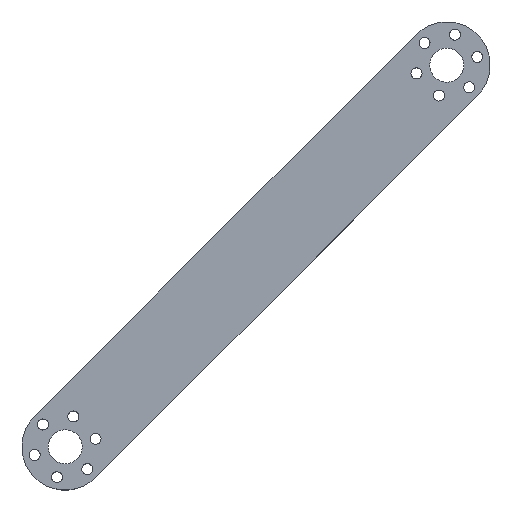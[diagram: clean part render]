
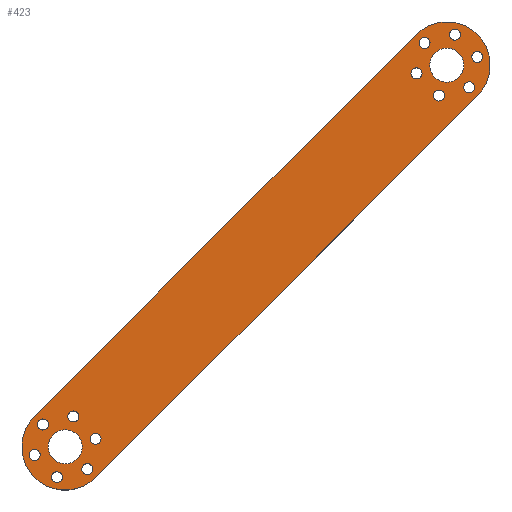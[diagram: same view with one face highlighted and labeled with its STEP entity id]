
A CAD part, top view. The second image highlights one B-rep face of the part: STEP entity #423.
In plain terms, the highlighted planar face has unit normal (0, 0, 1).
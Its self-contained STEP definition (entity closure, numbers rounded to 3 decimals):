
#15=FACE_BOUND('',#86,.T.);
#16=FACE_BOUND('',#87,.T.);
#17=FACE_BOUND('',#88,.T.);
#18=FACE_BOUND('',#89,.T.);
#19=FACE_BOUND('',#90,.T.);
#20=FACE_BOUND('',#91,.T.);
#21=FACE_BOUND('',#92,.T.);
#22=FACE_BOUND('',#93,.T.);
#23=FACE_BOUND('',#94,.T.);
#24=FACE_BOUND('',#95,.T.);
#25=FACE_BOUND('',#96,.T.);
#26=FACE_BOUND('',#97,.T.);
#27=FACE_BOUND('',#98,.T.);
#28=FACE_BOUND('',#99,.T.);
#45=PLANE('',#489);
#65=FACE_OUTER_BOUND('',#85,.T.);
#85=EDGE_LOOP('',(#353,#354,#355,#356));
#86=EDGE_LOOP('',(#357));
#87=EDGE_LOOP('',(#358));
#88=EDGE_LOOP('',(#359));
#89=EDGE_LOOP('',(#360));
#90=EDGE_LOOP('',(#361));
#91=EDGE_LOOP('',(#362));
#92=EDGE_LOOP('',(#363));
#93=EDGE_LOOP('',(#364));
#94=EDGE_LOOP('',(#365));
#95=EDGE_LOOP('',(#366));
#96=EDGE_LOOP('',(#367));
#97=EDGE_LOOP('',(#368));
#98=EDGE_LOOP('',(#369));
#99=EDGE_LOOP('',(#370));
#131=LINE('',#711,#153);
#135=LINE('',#723,#157);
#153=VECTOR('',#595,10.);
#157=VECTOR('',#607,10.);
#160=CIRCLE('',#441,2.1);
#162=CIRCLE('',#444,6.5);
#164=CIRCLE('',#447,2.1);
#166=CIRCLE('',#450,2.1);
#168=CIRCLE('',#453,2.1);
#170=CIRCLE('',#456,2.1);
#172=CIRCLE('',#459,2.1);
#174=CIRCLE('',#462,2.1);
#176=CIRCLE('',#465,2.1);
#178=CIRCLE('',#468,2.1);
#180=CIRCLE('',#471,2.1);
#182=CIRCLE('',#474,2.1);
#184=CIRCLE('',#477,2.1);
#185=CIRCLE('',#479,6.5);
#188=CIRCLE('',#484,16.5);
#190=CIRCLE('',#488,16.5);
#192=VERTEX_POINT('',#623);
#194=VERTEX_POINT('',#629);
#196=VERTEX_POINT('',#635);
#198=VERTEX_POINT('',#641);
#200=VERTEX_POINT('',#647);
#202=VERTEX_POINT('',#653);
#204=VERTEX_POINT('',#659);
#206=VERTEX_POINT('',#665);
#208=VERTEX_POINT('',#671);
#210=VERTEX_POINT('',#677);
#212=VERTEX_POINT('',#683);
#214=VERTEX_POINT('',#689);
#216=VERTEX_POINT('',#695);
#217=VERTEX_POINT('',#699);
#221=VERTEX_POINT('',#708);
#222=VERTEX_POINT('',#710);
#224=VERTEX_POINT('',#716);
#226=VERTEX_POINT('',#722);
#229=EDGE_CURVE('',#192,#192,#160,.T.);
#232=EDGE_CURVE('',#194,#194,#162,.T.);
#235=EDGE_CURVE('',#196,#196,#164,.T.);
#238=EDGE_CURVE('',#198,#198,#166,.T.);
#241=EDGE_CURVE('',#200,#200,#168,.T.);
#244=EDGE_CURVE('',#202,#202,#170,.T.);
#247=EDGE_CURVE('',#204,#204,#172,.T.);
#250=EDGE_CURVE('',#206,#206,#174,.T.);
#253=EDGE_CURVE('',#208,#208,#176,.T.);
#256=EDGE_CURVE('',#210,#210,#178,.T.);
#259=EDGE_CURVE('',#212,#212,#180,.T.);
#262=EDGE_CURVE('',#214,#214,#182,.T.);
#265=EDGE_CURVE('',#216,#216,#184,.T.);
#266=EDGE_CURVE('',#217,#217,#185,.T.);
#271=EDGE_CURVE('',#222,#221,#131,.T.);
#274=EDGE_CURVE('',#224,#222,#188,.T.);
#277=EDGE_CURVE('',#226,#224,#135,.T.);
#280=EDGE_CURVE('',#221,#226,#190,.T.);
#353=ORIENTED_EDGE('',*,*,#280,.T.);
#354=ORIENTED_EDGE('',*,*,#277,.T.);
#355=ORIENTED_EDGE('',*,*,#274,.T.);
#356=ORIENTED_EDGE('',*,*,#271,.T.);
#357=ORIENTED_EDGE('',*,*,#229,.T.);
#358=ORIENTED_EDGE('',*,*,#232,.T.);
#359=ORIENTED_EDGE('',*,*,#235,.T.);
#360=ORIENTED_EDGE('',*,*,#238,.T.);
#361=ORIENTED_EDGE('',*,*,#241,.T.);
#362=ORIENTED_EDGE('',*,*,#244,.T.);
#363=ORIENTED_EDGE('',*,*,#247,.T.);
#364=ORIENTED_EDGE('',*,*,#250,.T.);
#365=ORIENTED_EDGE('',*,*,#253,.T.);
#366=ORIENTED_EDGE('',*,*,#256,.T.);
#367=ORIENTED_EDGE('',*,*,#259,.T.);
#368=ORIENTED_EDGE('',*,*,#262,.T.);
#369=ORIENTED_EDGE('',*,*,#265,.T.);
#370=ORIENTED_EDGE('',*,*,#266,.T.);
#423=ADVANCED_FACE('',(#65,#15,#16,#17,#18,#19,#20,#21,#22,#23,#24,#25,
#26,#27,#28),#45,.T.);
#441=AXIS2_PLACEMENT_3D('',#625,#498,#499);
#444=AXIS2_PLACEMENT_3D('',#631,#505,#506);
#447=AXIS2_PLACEMENT_3D('',#637,#512,#513);
#450=AXIS2_PLACEMENT_3D('',#643,#519,#520);
#453=AXIS2_PLACEMENT_3D('',#649,#526,#527);
#456=AXIS2_PLACEMENT_3D('',#655,#533,#534);
#459=AXIS2_PLACEMENT_3D('',#661,#540,#541);
#462=AXIS2_PLACEMENT_3D('',#667,#547,#548);
#465=AXIS2_PLACEMENT_3D('',#673,#554,#555);
#468=AXIS2_PLACEMENT_3D('',#679,#561,#562);
#471=AXIS2_PLACEMENT_3D('',#685,#568,#569);
#474=AXIS2_PLACEMENT_3D('',#691,#575,#576);
#477=AXIS2_PLACEMENT_3D('',#697,#582,#583);
#479=AXIS2_PLACEMENT_3D('',#700,#586,#587);
#484=AXIS2_PLACEMENT_3D('',#717,#601,#602);
#488=AXIS2_PLACEMENT_3D('',#727,#613,#614);
#489=AXIS2_PLACEMENT_3D('',#728,#615,#616);
#498=DIRECTION('center_axis',(0.,0.,-1.));
#499=DIRECTION('ref_axis',(1.,0.,0.));
#505=DIRECTION('center_axis',(0.,0.,-1.));
#506=DIRECTION('ref_axis',(1.,0.,0.));
#512=DIRECTION('center_axis',(0.,0.,-1.));
#513=DIRECTION('ref_axis',(1.,0.,0.));
#519=DIRECTION('center_axis',(0.,0.,-1.));
#520=DIRECTION('ref_axis',(1.,0.,0.));
#526=DIRECTION('center_axis',(0.,0.,-1.));
#527=DIRECTION('ref_axis',(1.,0.,0.));
#533=DIRECTION('center_axis',(0.,0.,-1.));
#534=DIRECTION('ref_axis',(1.,0.,0.));
#540=DIRECTION('center_axis',(0.,0.,-1.));
#541=DIRECTION('ref_axis',(1.,0.,0.));
#547=DIRECTION('center_axis',(0.,0.,-1.));
#548=DIRECTION('ref_axis',(1.,0.,0.));
#554=DIRECTION('center_axis',(0.,0.,-1.));
#555=DIRECTION('ref_axis',(1.,0.,0.));
#561=DIRECTION('center_axis',(0.,0.,-1.));
#562=DIRECTION('ref_axis',(1.,0.,0.));
#568=DIRECTION('center_axis',(0.,0.,-1.));
#569=DIRECTION('ref_axis',(1.,0.,0.));
#575=DIRECTION('center_axis',(0.,0.,-1.));
#576=DIRECTION('ref_axis',(1.,0.,0.));
#582=DIRECTION('center_axis',(0.,0.,-1.));
#583=DIRECTION('ref_axis',(1.,0.,0.));
#586=DIRECTION('center_axis',(0.,0.,-1.));
#587=DIRECTION('ref_axis',(1.,0.,0.));
#595=DIRECTION('',(0.707,0.707,0.));
#601=DIRECTION('center_axis',(0.,0.,1.));
#602=DIRECTION('ref_axis',(-0.707,0.707,0.));
#607=DIRECTION('',(-0.707,-0.707,0.));
#613=DIRECTION('center_axis',(0.,0.,1.));
#614=DIRECTION('ref_axis',(0.707,-0.707,0.));
#615=DIRECTION('center_axis',(0.,0.,1.));
#616=DIRECTION('ref_axis',(1.,0.,0.));
#623=CARTESIAN_POINT('',(168.501,153.631,16.));
#625=CARTESIAN_POINT('Origin',(170.601,153.631,16.));
#629=CARTESIAN_POINT('',(155.586,162.086,16.));
#631=CARTESIAN_POINT('Origin',(162.086,162.086,16.));
#635=CARTESIAN_POINT('',(171.565,165.232,16.));
#637=CARTESIAN_POINT('Origin',(173.665,165.232,16.));
#641=CARTESIAN_POINT('',(163.05,173.686,16.));
#643=CARTESIAN_POINT('Origin',(165.15,173.686,16.));
#647=CARTESIAN_POINT('',(151.472,170.54,16.));
#649=CARTESIAN_POINT('Origin',(153.572,170.54,16.));
#653=CARTESIAN_POINT('',(148.407,158.939,16.));
#655=CARTESIAN_POINT('Origin',(150.507,158.939,16.));
#659=CARTESIAN_POINT('',(156.922,150.485,16.));
#661=CARTESIAN_POINT('Origin',(159.022,150.485,16.));
#665=CARTESIAN_POINT('',(2.799,13.435,16.));
#667=CARTESIAN_POINT('Origin',(4.899,13.435,16.));
#671=CARTESIAN_POINT('',(26.001,19.564,16.));
#673=CARTESIAN_POINT('Origin',(28.101,19.564,16.));
#677=CARTESIAN_POINT('',(11.253,4.921,16.));
#679=CARTESIAN_POINT('Origin',(13.353,4.921,16.));
#683=CARTESIAN_POINT('',(5.946,25.014,16.));
#685=CARTESIAN_POINT('Origin',(8.046,25.014,16.));
#689=CARTESIAN_POINT('',(17.547,28.078,16.));
#691=CARTESIAN_POINT('Origin',(19.647,28.078,16.));
#695=CARTESIAN_POINT('',(22.854,7.985,16.));
#697=CARTESIAN_POINT('Origin',(24.954,7.985,16.));
#699=CARTESIAN_POINT('',(10.,16.5,16.));
#700=CARTESIAN_POINT('Origin',(16.5,16.5,16.));
#708=CARTESIAN_POINT('',(173.753,150.419,16.));
#710=CARTESIAN_POINT('',(28.167,4.833,16.));
#711=CARTESIAN_POINT('',(28.167,4.833,16.));
#716=CARTESIAN_POINT('',(4.833,28.167,16.));
#717=CARTESIAN_POINT('Origin',(16.5,16.5,16.));
#722=CARTESIAN_POINT('',(150.419,173.753,16.));
#723=CARTESIAN_POINT('',(150.419,173.753,16.));
#727=CARTESIAN_POINT('Origin',(162.086,162.086,16.));
#728=CARTESIAN_POINT('Origin',(89.293,89.293,16.));
